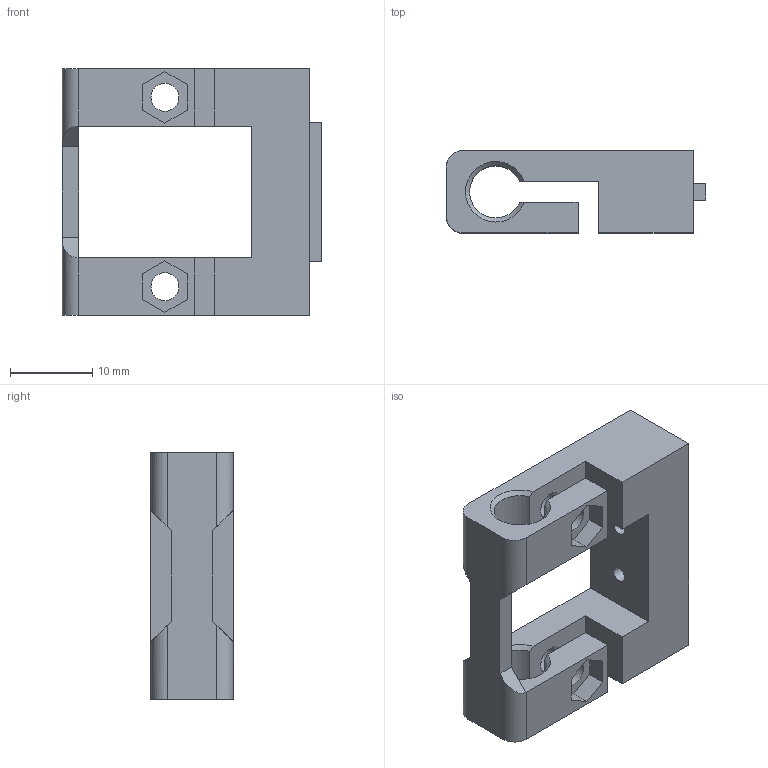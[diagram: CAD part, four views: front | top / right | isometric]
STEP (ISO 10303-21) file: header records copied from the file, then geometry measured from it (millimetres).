
FILE_DESCRIPTION(/* description */ (''),/* implementation_level */ '2;1');
FILE_NAME(/* name */ 'NAN dovetail rod mount - concept 2 v13.step',/* time_stamp */ '2022-10-01T17:34:52-04:00',/* author */ (''),/* organization */ (''),/* preprocessor_version */ 'ST-DEVELOPER v19',/* originating_system */ 'Autodesk Translation Framework v11.7.0.108',/* authorisation */ '');
FILE_SCHEMA (('AUTOMOTIVE_DESIGN { 1 0 10303 214 3 1 1 }'));
Length unit declared in the file: millimetre
Products named in the file (1): NAN dovetail rod mount - concept 2
Bounding box: 31.5 x 10 x 30 mm (x, y, z)
Volume: 4364.9 mm3; surface area: 3480 mm2
Topology: 1 solids, 1 shells, 61 faces, 166 edges, 108 vertices
Faces by surface type: plane 45, cylinder 12, cone 4
Full cylindrical faces by diameter (mm): 1.8 x2, 3.4 x4
Entity records: 1957 total; most frequent: CARTESIAN_POINT 352, ORIENTED_EDGE 332, DIRECTION 310, EDGE_CURVE 166, LINE 130, VECTOR 130, VERTEX_POINT 108, AXIS2_PLACEMENT_3D 90
